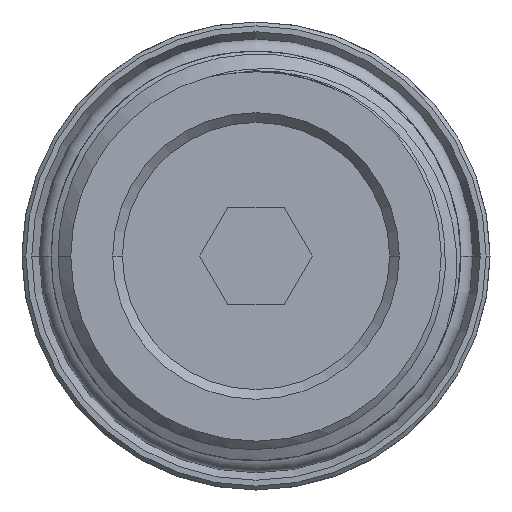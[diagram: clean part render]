
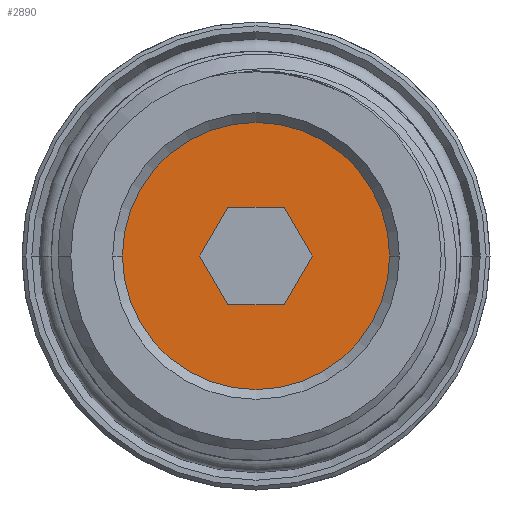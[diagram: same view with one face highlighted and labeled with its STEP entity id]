
A CAD part, front view. The second image highlights one B-rep face of the part: STEP entity #2890.
In plain terms, the highlighted planar face has unit normal (0, -1, 0).
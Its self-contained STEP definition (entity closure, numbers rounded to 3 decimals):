
#876=CARTESIAN_POINT('',(0.,2.7,0.));
#877=DIRECTION('',(0.,-1.,0.));
#878=DIRECTION('',(1.,0.,0.));
#879=AXIS2_PLACEMENT_3D('',#876,#877,#878);
#885=CARTESIAN_POINT('',(0.,2.7,0.));
#886=DIRECTION('',(0.,1.,0.));
#887=DIRECTION('',(1.,0.,0.));
#888=AXIS2_PLACEMENT_3D('',#885,#886,#887);
#890=DIRECTION('',(1.,0.,0.));
#891=VECTOR('',#890,2.887);
#892=CARTESIAN_POINT('',(-1.443,2.7,2.5));
#893=LINE('',#892,#891);
#894=DIRECTION('',(0.5,0.,0.866));
#895=VECTOR('',#894,2.887);
#896=CARTESIAN_POINT('',(-2.887,2.7,0.));
#897=LINE('',#896,#895);
#898=DIRECTION('',(-0.5,0.,0.866));
#899=VECTOR('',#898,2.887);
#900=CARTESIAN_POINT('',(-1.443,2.7,-2.5));
#901=LINE('',#900,#899);
#902=DIRECTION('',(-1.,0.,0.));
#903=VECTOR('',#902,2.887);
#904=CARTESIAN_POINT('',(1.443,2.7,-2.5));
#905=LINE('',#904,#903);
#906=DIRECTION('',(-0.5,0.,-0.866));
#907=VECTOR('',#906,2.887);
#908=CARTESIAN_POINT('',(2.887,2.7,0.));
#909=LINE('',#908,#907);
#910=DIRECTION('',(0.5,0.,-0.866));
#911=VECTOR('',#910,2.887);
#912=CARTESIAN_POINT('',(1.443,2.7,2.5));
#913=LINE('',#912,#911);
#1379=CARTESIAN_POINT('',(-1.443,2.7,2.5));
#1381=VERTEX_POINT('',#1379);
#1383=CARTESIAN_POINT('',(1.443,2.7,2.5));
#1385=VERTEX_POINT('',#1383);
#1387=CARTESIAN_POINT('',(2.887,2.7,0.));
#1389=VERTEX_POINT('',#1387);
#1391=CARTESIAN_POINT('',(1.443,2.7,-2.5));
#1393=VERTEX_POINT('',#1391);
#1395=CARTESIAN_POINT('',(-1.443,2.7,-2.5));
#1397=VERTEX_POINT('',#1395);
#1399=CARTESIAN_POINT('',(-2.887,2.7,0.));
#1401=VERTEX_POINT('',#1399);
#1424=CARTESIAN_POINT('',(6.85,2.7,0.));
#1426=VERTEX_POINT('',#1424);
#1456=CARTESIAN_POINT('',(-6.85,2.7,0.));
#1458=VERTEX_POINT('',#1456);
#2867=CARTESIAN_POINT('',(0.,2.7,0.));
#2868=DIRECTION('',(0.,1.,0.));
#2869=DIRECTION('',(1.,0.,0.));
#2870=AXIS2_PLACEMENT_3D('',#2867,#2868,#2869);
#2871=PLANE('',#2870);
#2872=ORIENTED_EDGE('',*,*,#2846,.F.);
#2873=ORIENTED_EDGE('',*,*,#2862,.T.);
#2874=EDGE_LOOP('',(#2872,#2873));
#2875=FACE_OUTER_BOUND('',#2874,.F.);
#2877=ORIENTED_EDGE('',*,*,#2876,.F.);
#2879=ORIENTED_EDGE('',*,*,#2878,.F.);
#2881=ORIENTED_EDGE('',*,*,#2880,.F.);
#2883=ORIENTED_EDGE('',*,*,#2882,.F.);
#2885=ORIENTED_EDGE('',*,*,#2884,.F.);
#2887=ORIENTED_EDGE('',*,*,#2886,.F.);
#2888=EDGE_LOOP('',(#2877,#2879,#2881,#2883,#2885,#2887));
#2889=FACE_BOUND('',#2888,.F.);
#2890=ADVANCED_FACE('',(#2875,#2889),#2871,.F.);
#880=CIRCLE('',#879,6.85);
#889=CIRCLE('',#888,6.85);
#2846=EDGE_CURVE('',#1426,#1458,#880,.T.);
#2862=EDGE_CURVE('',#1426,#1458,#889,.T.);
#2876=EDGE_CURVE('',#1381,#1385,#893,.T.);
#2878=EDGE_CURVE('',#1401,#1381,#897,.T.);
#2880=EDGE_CURVE('',#1397,#1401,#901,.T.);
#2882=EDGE_CURVE('',#1393,#1397,#905,.T.);
#2884=EDGE_CURVE('',#1389,#1393,#909,.T.);
#2886=EDGE_CURVE('',#1385,#1389,#913,.T.);
